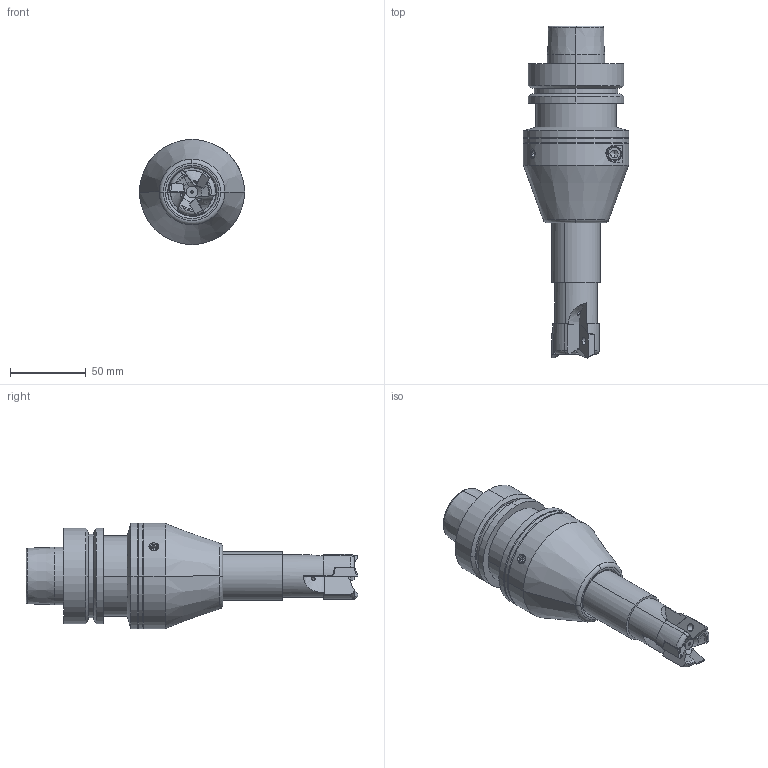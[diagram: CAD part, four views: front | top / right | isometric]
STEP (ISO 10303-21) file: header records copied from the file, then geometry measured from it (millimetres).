
FILE_DESCRIPTION(/* description */ ('Alibre Inc.'),/* implementation_level */ '2;1');
FILE_NAME(/* name */ 'export-A46EE5D4-4E23-4211-84DA-EEA330B60BE7',/* time_stamp */ '2024-08-16T14:55:07+02:00',/* author */ (''),/* organization */ (''),/* preprocessor_version */ 'ST-DEVELOPER v17',/* originating_system */ 'Alibre',/* authorisation */ '');
FILE_SCHEMA (('AUTOMOTIVE_DESIGN'));
Length unit declared in the file: millimetre
Products named in the file (4): TE90XEV 332-32-16; Part1; XEVT 160508R-AL
Bounding box: 69.5 x 219.48 x 69.5 mm (x, y, z)
Volume: 353540.2 mm3; surface area: 67813.8 mm2
Topology: 5 solids, 7 shells, 311 faces, 805 edges, 509 vertices
Faces by surface type: cylinder 90, plane 89, cone 64, torus 45, bspline 23
Entity records: 11486 total; most frequent: CARTESIAN_POINT 4844, ORIENTED_EDGE 1434, DIRECTION 1238, EDGE_CURVE 717, AXIS2_PLACEMENT_3D 550, VERTEX_POINT 461, EDGE_LOOP 314, FACE_BOUND 314
